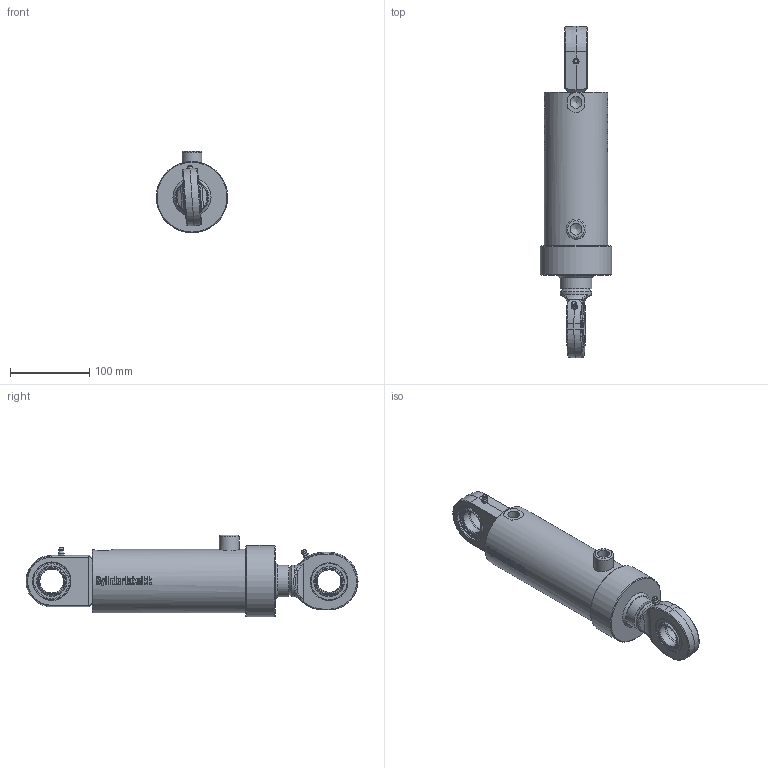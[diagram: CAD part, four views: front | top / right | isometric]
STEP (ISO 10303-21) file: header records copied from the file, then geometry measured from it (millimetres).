
FILE_DESCRIPTION((''),'2;1');
FILE_NAME('DVL70_40.stp','2010-01-22T11:06:07',('tribel'),(''),'Autodesk Inventor 2009','Autodesk Inventor 2009','');
FILE_SCHEMA(('AUTOMOTIVE_DESIGN { 1 0 10303 214 1 1 1 1 }'));
Length unit declared in the file: millimetre
Products named in the file (6): DVL70_40; DVL70_40_body; DVL70_40_stang; DVL70_40_Parameters; K-WS30C; K-WS30N
Assembly tree (5 placements, depth 2):
  DVL70_40
    DVL70_40_body
    DVL70_40_stang
    DVL70_40_Parameters
    K-WS30C
    K-WS30N
Bounding box: 90 x 419 x 103 mm (x, y, z)
Volume: 1038180.9 mm3; surface area: 201723.9 mm2
Topology: 4 solids, 5 shells, 810 faces, 2101 edges, 1350 vertices
Faces by surface type: plane 396, bspline 183, cylinder 125, cone 78, torus 21, sphere 7
Full cylindrical faces by diameter (mm): 2.571 x4, 2.9 x4, 3 x2, 5.5 x2, 5.6 x2, 6 x1, 25 x1, 30 x4, 40 x3, 47 x6, 48.2 x2, 70 x2, 80 x1, 90 x1
Entity records: 56011 total; most frequent: CARTESIAN_POINT 38251, ORIENTED_EDGE 3888, DIRECTION 3019, EDGE_CURVE 1946, VERTEX_POINT 1299, AXIS2_PLACEMENT_3D 1099, EDGE_LOOP 990, VECTOR 821
